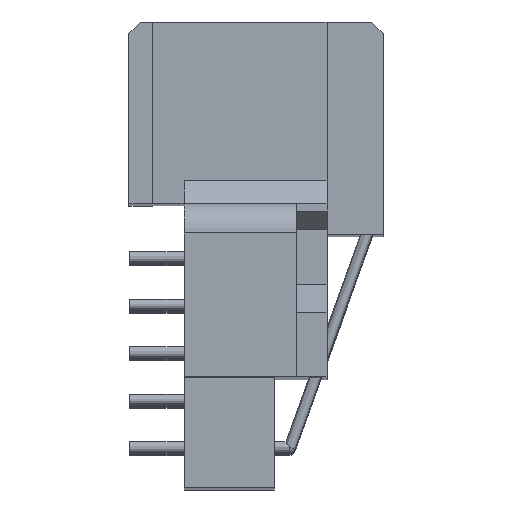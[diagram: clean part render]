
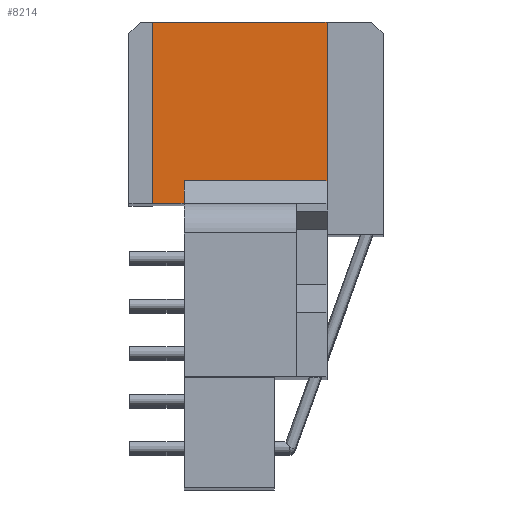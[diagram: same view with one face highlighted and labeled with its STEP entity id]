
A CAD part, top view. The second image highlights one B-rep face of the part: STEP entity #8214.
In plain terms, the highlighted planar face has unit normal (0, 0, 1).
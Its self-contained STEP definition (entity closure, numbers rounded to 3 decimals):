
#8214=ADVANCED_FACE('',(#10253),#9220,.F.);
#9220=PLANE('',#29145);
#10253=FACE_OUTER_BOUND('',#11795,.T.);
#11795=EDGE_LOOP('',(#16407,#16408,#16409,#16410,#16411,#16412));
#16407=ORIENTED_EDGE('',*,*,#21852,.T.);
#16408=ORIENTED_EDGE('',*,*,#21890,.F.);
#16409=ORIENTED_EDGE('',*,*,#21848,.T.);
#16410=ORIENTED_EDGE('',*,*,#21844,.F.);
#16411=ORIENTED_EDGE('',*,*,#21891,.F.);
#16412=ORIENTED_EDGE('',*,*,#21889,.F.);
#19280=VERTEX_POINT('',#40929);
#19281=VERTEX_POINT('',#40930);
#19283=VERTEX_POINT('',#40937);
#19286=VERTEX_POINT('',#40944);
#19287=VERTEX_POINT('',#40946);
#19312=VERTEX_POINT('',#41018);
#21844=EDGE_CURVE('',#19280,#19281,#24027,.T.);
#21848=EDGE_CURVE('',#19283,#19281,#24031,.T.);
#21852=EDGE_CURVE('',#19287,#19286,#24035,.T.);
#21889=EDGE_CURVE('',#19287,#19312,#24068,.T.);
#21890=EDGE_CURVE('',#19283,#19286,#24069,.T.);
#21891=EDGE_CURVE('',#19312,#19280,#24070,.T.);
#24027=LINE('',#40928,#26101);
#24031=LINE('',#40936,#26105);
#24035=LINE('',#40945,#26109);
#24068=LINE('',#41020,#26142);
#24069=LINE('',#41022,#26143);
#24070=LINE('',#41023,#26144);
#26101=VECTOR('',#34719,1.);
#26105=VECTOR('',#34725,1.);
#26109=VECTOR('',#34731,1.);
#26142=VECTOR('',#34796,1.);
#26143=VECTOR('',#34799,1.);
#26144=VECTOR('',#34800,1.);
#29145=AXIS2_PLACEMENT_3D('',#41024,#34801,#34802);
#34719=DIRECTION('',(-1.,0.,0.));
#34725=DIRECTION('',(0.,-1.,0.));
#34731=DIRECTION('',(0.,1.,0.));
#34796=DIRECTION('',(-1.,0.,0.));
#34799=DIRECTION('',(1.,0.,0.));
#34800=DIRECTION('',(0.,-1.,0.));
#34801=DIRECTION('',(0.,0.,-1.));
#34802=DIRECTION('',(-1.,0.,0.));
#40928=CARTESIAN_POINT('',(0.,15.2,87.8));
#40929=CARTESIAN_POINT('',(0.,15.2,87.8));
#40930=CARTESIAN_POINT('',(-1.7,15.2,87.8));
#40936=CARTESIAN_POINT('',(-1.7,24.9,87.8));
#40937=CARTESIAN_POINT('',(-1.7,24.9,87.8));
#40944=CARTESIAN_POINT('',(7.65,24.9,87.8));
#40945=CARTESIAN_POINT('',(7.65,16.4,87.8));
#40946=CARTESIAN_POINT('',(7.65,16.4,87.8));
#41018=CARTESIAN_POINT('',(0.,16.4,87.8));
#41020=CARTESIAN_POINT('',(7.65,16.4,87.8));
#41022=CARTESIAN_POINT('',(-1.7,24.9,87.8));
#41023=CARTESIAN_POINT('',(0.,16.4,87.8));
#41024=CARTESIAN_POINT('',(7.65,-0.1,87.8));
